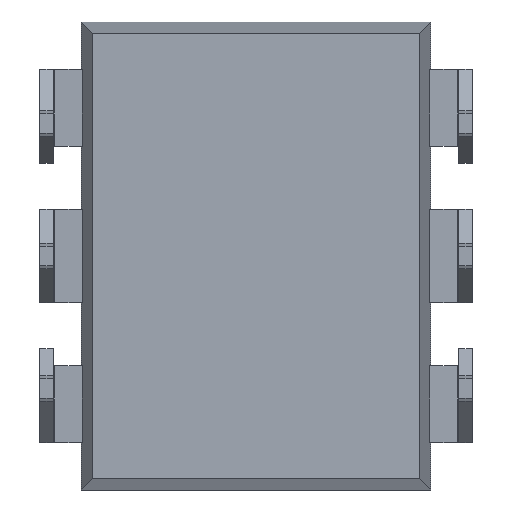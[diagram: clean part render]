
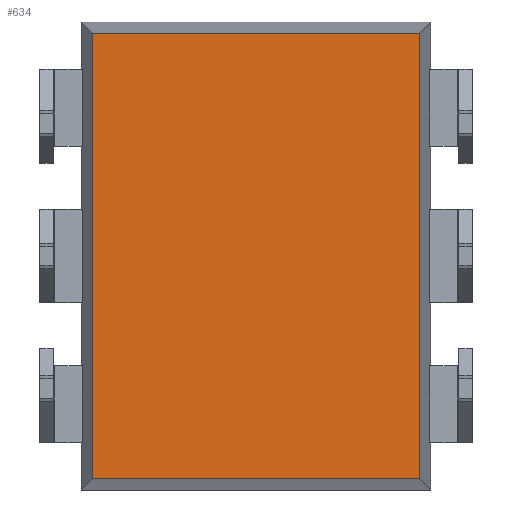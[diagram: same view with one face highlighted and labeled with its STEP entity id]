
A CAD part, front view. The second image highlights one B-rep face of the part: STEP entity #634.
In plain terms, the highlighted planar face has unit normal (0, -1, 0).
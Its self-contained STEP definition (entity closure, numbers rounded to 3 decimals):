
#27 = CARTESIAN_POINT ( 'NONE',  ( 0., 1.55, -4.054 ) ) ;
#169 = LINE ( 'NONE', #3838, #1449 ) ;
#212 = LINE ( 'NONE', #695, #1517 ) ;
#241 = ORIENTED_EDGE ( 'NONE', *, *, #876, .T. ) ;
#380 = CARTESIAN_POINT ( 'NONE',  ( 2.974, 1.55, -4.054 ) ) ;
#428 = EDGE_CURVE ( 'NONE', #558, #668, #2654, .T. ) ;
#547 = EDGE_CURVE ( 'NONE', #2150, #3858, #169, .T. ) ;
#558 = VERTEX_POINT ( 'NONE', #780 ) ;
#634 = ADVANCED_FACE ( 'NONE', ( #2781 ), #3360, .T. ) ;
#646 = CARTESIAN_POINT ( 'NONE',  ( 0., 1.55, 0. ) ) ;
#668 = VERTEX_POINT ( 'NONE', #2073 ) ;
#695 = CARTESIAN_POINT ( 'NONE',  ( 0., 1.55, 4.054 ) ) ;
#722 = EDGE_CURVE ( 'NONE', #668, #2150, #1359, .T. ) ;
#780 = CARTESIAN_POINT ( 'NONE',  ( -2.974, 1.55, 4.054 ) ) ;
#876 = EDGE_CURVE ( 'NONE', #3858, #558, #212, .T. ) ;
#1350 = VECTOR ( 'NONE', #3675, 1000. ) ;
#1359 = LINE ( 'NONE', #27, #1350 ) ;
#1449 = VECTOR ( 'NONE', #2607, 1000. ) ;
#1455 = DIRECTION ( 'NONE',  ( 0., 0., -1. ) ) ;
#1517 = VECTOR ( 'NONE', #3130, 1000. ) ;
#1670 = ORIENTED_EDGE ( 'NONE', *, *, #547, .T. ) ;
#1810 = AXIS2_PLACEMENT_3D ( 'NONE', #646, #3955, #1455 ) ;
#2073 = CARTESIAN_POINT ( 'NONE',  ( -2.974, 1.55, -4.054 ) ) ;
#2150 = VERTEX_POINT ( 'NONE', #380 ) ;
#2607 = DIRECTION ( 'NONE',  ( 0., 0., 1. ) ) ;
#2654 = LINE ( 'NONE', #3578, #2668 ) ;
#2668 = VECTOR ( 'NONE', #3165, 1000. ) ;
#2781 = FACE_OUTER_BOUND ( 'NONE', #3615, .T. ) ;
#3130 = DIRECTION ( 'NONE',  ( -1., 0., 0. ) ) ;
#3165 = DIRECTION ( 'NONE',  ( 0., 0., -1. ) ) ;
#3268 = CARTESIAN_POINT ( 'NONE',  ( 2.974, 1.55, 4.054 ) ) ;
#3307 = ORIENTED_EDGE ( 'NONE', *, *, #722, .T. ) ;
#3360 = PLANE ( 'NONE',  #1810 ) ;
#3569 = ORIENTED_EDGE ( 'NONE', *, *, #428, .T. ) ;
#3578 = CARTESIAN_POINT ( 'NONE',  ( -2.974, 1.55, 0. ) ) ;
#3615 = EDGE_LOOP ( 'NONE', ( #3569, #3307, #1670, #241 ) ) ;
#3675 = DIRECTION ( 'NONE',  ( 1., 0., 0. ) ) ;
#3838 = CARTESIAN_POINT ( 'NONE',  ( 2.974, 1.55, 0. ) ) ;
#3858 = VERTEX_POINT ( 'NONE', #3268 ) ;
#3955 = DIRECTION ( 'NONE',  ( 0., -1., 0. ) ) ;
